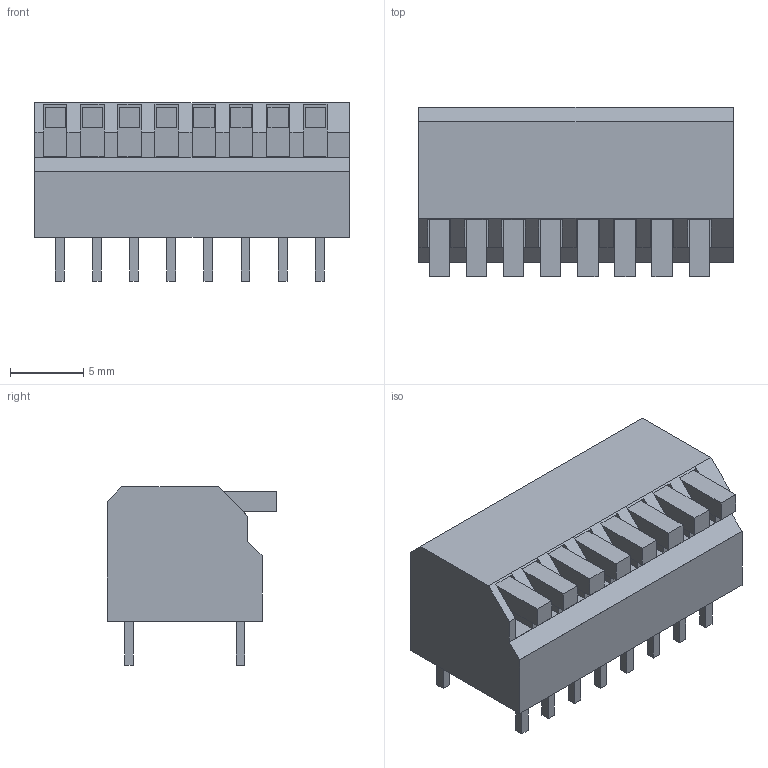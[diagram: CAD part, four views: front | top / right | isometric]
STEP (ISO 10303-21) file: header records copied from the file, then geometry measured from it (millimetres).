
FILE_DESCRIPTION (( 'STEP AP214' ), '1' );
FILE_NAME ('User Library-Dip_Switch_Piano_8ways.STEP', '2013-06-26T11:59:12', ( 'Windows User' ), ( '' ), 'SwSTEP 2.0', 'SolidWorks 2013', '' );
FILE_SCHEMA (( 'AUTOMOTIVE_DESIGN' ));
Length unit declared in the file: millimetre
Products named in the file (26): User Library-Dip_Switch_Piano_8ways_pino1-002; User Library-Dip_Switch_Piano_8ways; User Library-Dip_Switch_Piano_8ways_body_cutted; User Library-Dip_Switch_Piano_8ways_pino1-004; User Library-Dip_Switch_Piano_8ways_key006; User Library-Dip_Switch_Piano_8ways_pino2-003; User Library-Dip_Switch_Piano_8ways_key002; User Library-Dip_Switch_Piano_8ways_pino1-008; User Library-Dip_Switch_Piano_8ways_key004; User Library-Dip_Switch_Piano_8ways_pino1-001; User Library-Dip_Switch_Piano_8ways_pino2-002; User Library-Dip_Switch_Piano_8ways_key003; User Library-Dip_Switch_Piano_8ways_pino1-006; User Library-Dip_Switch_Piano_8ways_pino2-004; User Library-Dip_Switch_Piano_8ways_key005; User Library-Dip_Switch_Piano_8ways_pino2-001; User Library-Dip_Switch_Piano_8ways_pino2-006; User Library-Dip_Switch_Piano_8ways_key007; User Library-Dip_Switch_Piano_8ways_pino1-007; User Library-Dip_Switch_Piano_8ways_pino2-005; User Library-Dip_Switch_Piano_8ways_key008; User Library-Dip_Switch_Piano_8ways_pino1-005; User Library-Dip_Switch_Piano_8ways_pino2-007; User Library-Dip_Switch_Piano_8ways_key001; User Library-Dip_Switch_Piano_8ways_pino1-003; User Library-Dip_Switch_Piano_8ways_pino2-008
Assembly tree (25 placements, depth 2):
  User Library-Dip_Switch_Piano_8ways
    User Library-Dip_Switch_Piano_8ways_key001
    User Library-Dip_Switch_Piano_8ways_key008
    User Library-Dip_Switch_Piano_8ways_key007
    User Library-Dip_Switch_Piano_8ways_key005
    User Library-Dip_Switch_Piano_8ways_key003
    User Library-Dip_Switch_Piano_8ways_key004
    User Library-Dip_Switch_Piano_8ways_key002
    User Library-Dip_Switch_Piano_8ways_key006
    User Library-Dip_Switch_Piano_8ways_body_cutted
    User Library-Dip_Switch_Piano_8ways_pino2-008
    User Library-Dip_Switch_Piano_8ways_pino2-007
    User Library-Dip_Switch_Piano_8ways_pino2-005
    User Library-Dip_Switch_Piano_8ways_pino2-006
    User Library-Dip_Switch_Piano_8ways_pino2-004
    User Library-Dip_Switch_Piano_8ways_pino2-002
    User Library-Dip_Switch_Piano_8ways_pino1-008
    User Library-Dip_Switch_Piano_8ways_pino2-003
    User Library-Dip_Switch_Piano_8ways_pino1-004
    User Library-Dip_Switch_Piano_8ways_pino1-002
    User Library-Dip_Switch_Piano_8ways_pino1-003
    User Library-Dip_Switch_Piano_8ways_pino1-005
    User Library-Dip_Switch_Piano_8ways_pino1-007
    User Library-Dip_Switch_Piano_8ways_pino2-001
    User Library-Dip_Switch_Piano_8ways_pino1-006
    User Library-Dip_Switch_Piano_8ways_pino1-001
Bounding box: 21.5 x 11.6 x 12.2 mm (x, y, z)
Volume: 1933 mm3; surface area: 1551.2 mm2
Topology: 25 solids, 25 shells, 195 faces, 435 edges, 290 vertices
Faces by surface type: plane 195
Entity records: 8556 total; most frequent: CARTESIAN_POINT 948, DIRECTION 881, ORIENTED_EDGE 870, VECTOR 435, LINE 435, EDGE_CURVE 435, VERTEX_POINT 290, UNCERTAINTY_MEASURE_WITH_UNIT 271
